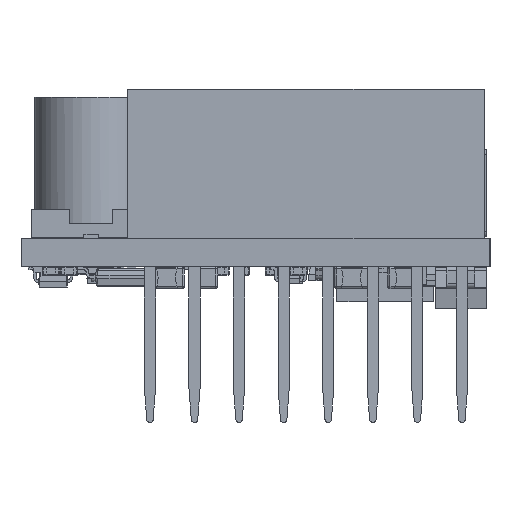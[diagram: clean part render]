
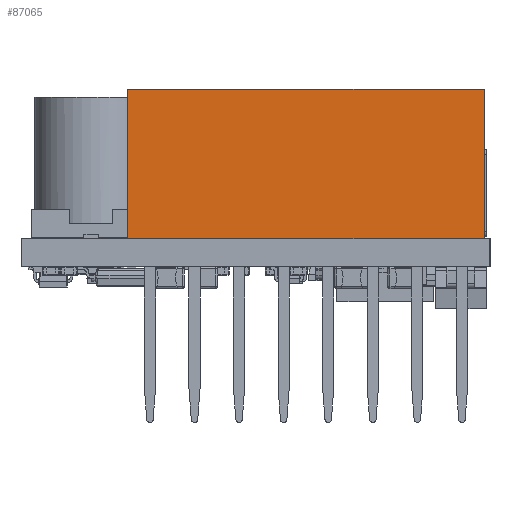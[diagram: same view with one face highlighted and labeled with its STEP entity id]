
A CAD part, left-side view. The second image highlights one B-rep face of the part: STEP entity #87065.
In plain terms, the highlighted free-form (B-spline) face has degree [1, 1] with [2, 2] control points.
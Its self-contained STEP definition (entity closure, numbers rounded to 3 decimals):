
#86062 = VERTEX_POINT('',#86063);
#86063 = CARTESIAN_POINT('',(0.32,20.033,
    8.246));
#86070 = EDGE_CURVE('',#86071,#86062,#86073,.T.);
#86071 = VERTEX_POINT('',#86072);
#86072 = CARTESIAN_POINT('',(0.32,0.32,
    8.246));
#86073 = B_SPLINE_CURVE_WITH_KNOTS('',1,(#86074,#86075),.UNSPECIFIED.,
  .F.,.F.,(2,2),(0.,20.32),.PIECEWISE_BEZIER_KNOTS.);
#86074 = CARTESIAN_POINT('',(0.32,0.32,
    8.246));
#86075 = CARTESIAN_POINT('',(0.32,20.033,
    8.246));
#86842 = VERTEX_POINT('',#86843);
#86843 = CARTESIAN_POINT('',(0.32,20.033,0.));
#86850 = VERTEX_POINT('',#86851);
#86851 = CARTESIAN_POINT('',(0.32,0.32,0.));
#86856 = EDGE_CURVE('',#86850,#86842,#86857,.T.);
#86857 = B_SPLINE_CURVE_WITH_KNOTS('',1,(#86858,#86859),.UNSPECIFIED.,
  .F.,.F.,(2,2),(0.,20.32),.PIECEWISE_BEZIER_KNOTS.);
#86858 = CARTESIAN_POINT('',(0.32,0.32,0.));
#86859 = CARTESIAN_POINT('',(0.32,20.033,0.));
#87065 = ADVANCED_FACE('',(#87066),#87080,.T.);
#87066 = FACE_BOUND('',#87067,.T.);
#87067 = EDGE_LOOP('',(#87068,#87073,#87074,#87079));
#87068 = ORIENTED_EDGE('',*,*,#87069,.F.);
#87069 = EDGE_CURVE('',#86842,#86062,#87070,.T.);
#87070 = B_SPLINE_CURVE_WITH_KNOTS('',1,(#87071,#87072),.UNSPECIFIED.,
  .F.,.F.,(2,2),(0.,8.5),.PIECEWISE_BEZIER_KNOTS.);
#87071 = CARTESIAN_POINT('',(0.32,20.033,0.));
#87072 = CARTESIAN_POINT('',(0.32,20.033,
    8.246));
#87073 = ORIENTED_EDGE('',*,*,#86856,.F.);
#87074 = ORIENTED_EDGE('',*,*,#87075,.T.);
#87075 = EDGE_CURVE('',#86850,#86071,#87076,.T.);
#87076 = B_SPLINE_CURVE_WITH_KNOTS('',1,(#87077,#87078),.UNSPECIFIED.,
  .F.,.F.,(2,2),(0.,8.5),.PIECEWISE_BEZIER_KNOTS.);
#87077 = CARTESIAN_POINT('',(0.32,0.32,0.));
#87078 = CARTESIAN_POINT('',(0.32,0.32,
    8.246));
#87079 = ORIENTED_EDGE('',*,*,#86070,.T.);
#87080 = B_SPLINE_SURFACE_WITH_KNOTS('',1,1,(
    (#87081,#87082)
    ,(#87083,#87084
    )),.UNSPECIFIED.,.F.,.F.,.F.,(2,2),(2,2),(0.,8.5),(0.,20.32),
  .PIECEWISE_BEZIER_KNOTS.);
#87081 = CARTESIAN_POINT('',(0.32,0.32,0.));
#87082 = CARTESIAN_POINT('',(0.32,20.033,0.));
#87083 = CARTESIAN_POINT('',(0.32,0.32,
    8.246));
#87084 = CARTESIAN_POINT('',(0.32,20.033,
    8.246));
